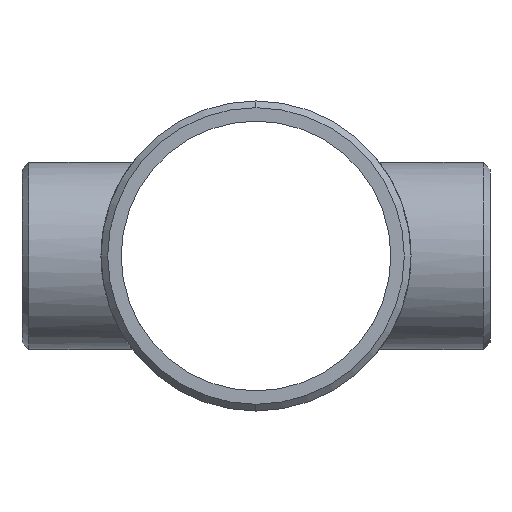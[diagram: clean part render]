
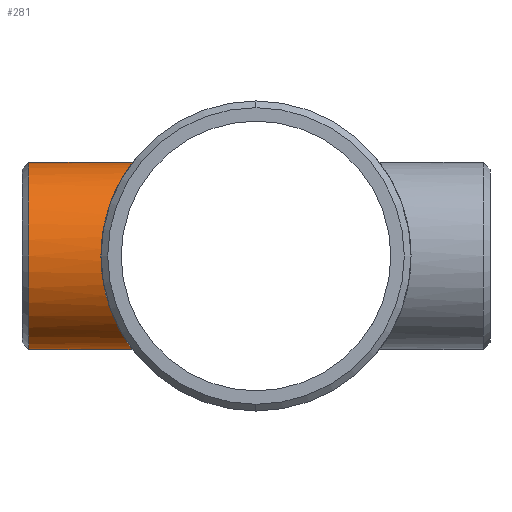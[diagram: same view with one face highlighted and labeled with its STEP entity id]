
A CAD part, left-side view. The second image highlights one B-rep face of the part: STEP entity #281.
In plain terms, the highlighted cylindrical face has radius 50.8 mm (diameter 101.6 mm), a partial arc.
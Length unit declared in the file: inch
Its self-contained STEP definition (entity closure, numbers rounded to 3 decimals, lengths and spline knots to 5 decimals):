
#7 = CARTESIAN_POINT ( 'NONE',  ( -1.72967, 3.15604, 1.01246 ) ) ;
#15 = CARTESIAN_POINT ( 'NONE',  ( -1.72859, 3.15546, -1.01416 ) ) ;
#17 = VECTOR ( 'NONE', #592, 39.37008 ) ;
#77 = CARTESIAN_POINT ( 'NONE',  ( -1.99595, 3.31005, 0.13172 ) ) ;
#89 = CARTESIAN_POINT ( 'NONE',  ( -1.63885, 3.10777, 1.14683 ) ) ;
#96 = CARTESIAN_POINT ( 'NONE',  ( -1.93056, 3.271, 0.52666 ) ) ;
#101 = CARTESIAN_POINT ( 'NONE',  ( 0., 5., 2. ) ) ;
#106 = VERTEX_POINT ( 'NONE', #837 ) ;
#107 = CARTESIAN_POINT ( 'NONE',  ( -0.89432, 2.7874, -1.79007 ) ) ;
#111 = DIRECTION ( 'NONE',  ( 0., -1., 0. ) ) ;
#114 = VERTEX_POINT ( 'NONE', #159 ) ;
#126 = LINE ( 'NONE', #101, #676 ) ;
#128 = CARTESIAN_POINT ( 'NONE',  ( 0., 4.856, 0. ) ) ;
#145 = CIRCLE ( 'NONE', #857, 2. ) ;
#159 = CARTESIAN_POINT ( 'NONE',  ( 0., 2.64058, 2. ) ) ;
#171 = DIRECTION ( 'NONE',  ( 0., 0., 1. ) ) ;
#177 = CARTESIAN_POINT ( 'NONE',  ( -1.92938, 3.2703, -0.53102 ) ) ;
#179 = CARTESIAN_POINT ( 'NONE',  ( -0.52775, 2.69209, -1.93026 ) ) ;
#184 = CARTESIAN_POINT ( 'NONE',  ( -1.31984, 2.95172, 1.50403 ) ) ;
#185 = CARTESIAN_POINT ( 'NONE',  ( -0.13598, 2.64058, -2. ) ) ;
#189 = ORIENTED_EDGE ( 'NONE', *, *, #465, .T. ) ;
#197 = CARTESIAN_POINT ( 'NONE',  ( -1.49954, 3.03645, -1.32496 ) ) ;
#200 = EDGE_CURVE ( 'NONE', #768, #114, #126, .T. ) ;
#205 = CARTESIAN_POINT ( 'NONE',  ( -0.16889, 2.64577, 1.99314 ) ) ;
#230 = VERTEX_POINT ( 'NONE', #1195 ) ;
#240 = CYLINDRICAL_SURFACE ( 'NONE', #528, 2. ) ;
#246 = DIRECTION ( 'NONE',  ( 0., 0., -1. ) ) ;
#281 = ADVANCED_FACE ( 'NONE', ( #940 ), #240, .T. ) ;
#284 = CARTESIAN_POINT ( 'NONE',  ( -1.86677, 3.23374, -0.72071 ) ) ;
#289 = CARTESIAN_POINT ( 'NONE',  ( -1.22104, 2.90889, 1.58529 ) ) ;
#296 = CARTESIAN_POINT ( 'NONE',  ( -0.56177, 2.6995, 1.91977 ) ) ;
#305 = CARTESIAN_POINT ( 'NONE',  ( -0.26888, 2.6534, 1.98298 ) ) ;
#353 = DIRECTION ( 'NONE',  ( 0., -1., 0. ) ) ;
#363 = ORIENTED_EDGE ( 'NONE', *, *, #200, .F. ) ;
#378 = CARTESIAN_POINT ( 'NONE',  ( 0., 2.64058, 2. ) ) ;
#386 = CARTESIAN_POINT ( 'NONE',  ( -0.65675, 2.72032, 1.89026 ) ) ;
#391 = CARTESIAN_POINT ( 'NONE',  ( -1.98598, 3.30398, -0.27122 ) ) ;
#400 = CARTESIAN_POINT ( 'NONE',  ( -0.43263, 2.67559, 1.95293 ) ) ;
#409 = CARTESIAN_POINT ( 'NONE',  ( -1.79029, 3.18999, -0.90107 ) ) ;
#418 = LINE ( 'NONE', #793, #17 ) ;
#420 = CARTESIAN_POINT ( 'NONE',  ( 0., 4.856, 2. ) ) ;
#465 = EDGE_CURVE ( 'NONE', #106, #230, #418, .T. ) ;
#466 = CARTESIAN_POINT ( 'NONE',  ( -0.46353, 2.68018, -1.94667 ) ) ;
#470 = CARTESIAN_POINT ( 'NONE',  ( -0.06797, 2.64124, 1.99913 ) ) ;
#483 = CARTESIAN_POINT ( 'NONE',  ( -1.00959, 2.8253, 1.73123 ) ) ;
#489 = CARTESIAN_POINT ( 'NONE',  ( -1.90106, 3.25371, 0.62216 ) ) ;
#498 = CARTESIAN_POINT ( 'NONE',  ( -2.00006, 3.31254, 0.02999 ) ) ;
#528 = AXIS2_PLACEMENT_3D ( 'NONE', #1130, #353, #246 ) ;
#565 = CARTESIAN_POINT ( 'NONE',  ( -1.99344, 3.30854, 0.16536 ) ) ;
#566 = CARTESIAN_POINT ( 'NONE',  ( -0.65471, 2.71983, -1.89097 ) ) ;
#578 = CARTESIAN_POINT ( 'NONE',  ( -1.947, 3.28075, 0.4622 ) ) ;
#586 = CARTESIAN_POINT ( 'NONE',  ( -1.58109, 3.0777, -1.22523 ) ) ;
#591 = CARTESIAN_POINT ( 'NONE',  ( -1.98342, 3.30251, 0.26566 ) ) ;
#592 = DIRECTION ( 'NONE',  ( 0., -1., 0. ) ) ;
#658 = CARTESIAN_POINT ( 'NONE',  ( -0.71814, 2.73589, 1.86774 ) ) ;
#663 = CARTESIAN_POINT ( 'NONE',  ( -1.94597, 3.28014, -0.46649 ) ) ;
#670 = CARTESIAN_POINT ( 'NONE',  ( -1.45716, 3.01569, 1.37139 ) ) ;
#676 = VECTOR ( 'NONE', #111, 39.37008 ) ;
#677 = CARTESIAN_POINT ( 'NONE',  ( -1.86763, 3.23429, 0.71628 ) ) ;
#684 = CARTESIAN_POINT ( 'NONE',  ( -1.4565, 3.01537, -1.3721 ) ) ;
#742 = DIRECTION ( 'NONE',  ( 0., -1., 0. ) ) ;
#758 = CARTESIAN_POINT ( 'NONE',  ( -1.0076, 2.82579, -1.72884 ) ) ;
#764 = CARTESIAN_POINT ( 'NONE',  ( -1.61979, 3.09776, -1.17359 ) ) ;
#768 = VERTEX_POINT ( 'NONE', #420 ) ;
#769 = CARTESIAN_POINT ( 'NONE',  ( -1.32133, 2.95165, -1.50674 ) ) ;
#776 = CARTESIAN_POINT ( 'NONE',  ( -0.3348, 2.66094, 1.9729 ) ) ;
#786 = CARTESIAN_POINT ( 'NONE',  ( -1.79167, 3.19077, 0.89844 ) ) ;
#793 = CARTESIAN_POINT ( 'NONE',  ( 0., 5., -2. ) ) ;
#805 = ORIENTED_EDGE ( 'NONE', *, *, #1216, .T. ) ;
#826 = CARTESIAN_POINT ( 'NONE',  ( 0., 2.64058, -2. ) ) ;
#837 = CARTESIAN_POINT ( 'NONE',  ( 0., 4.856, -2. ) ) ;
#853 = CARTESIAN_POINT ( 'NONE',  ( -0.03401, 2.64058, 2. ) ) ;
#857 = AXIS2_PLACEMENT_3D ( 'NONE', #128, #742, #171 ) ;
#862 = CARTESIAN_POINT ( 'NONE',  ( -1.97342, 3.29651, 0.3317 ) ) ;
#866 = CARTESIAN_POINT ( 'NONE',  ( -1.61999, 3.09786, 1.17332 ) ) ;
#872 = CARTESIAN_POINT ( 'NONE',  ( -1.50012, 3.03673, 1.3243 ) ) ;
#880 = CARTESIAN_POINT ( 'NONE',  ( -0.13538, 2.64383, 1.9957 ) ) ;
#886 = EDGE_CURVE ( 'NONE', #768, #106, #145, .T. ) ;
#940 = FACE_OUTER_BOUND ( 'NONE', #974, .T. ) ;
#950 = CARTESIAN_POINT ( 'NONE',  ( -0.7163, 2.7354, -1.86846 ) ) ;
#957 = CARTESIAN_POINT ( 'NONE',  ( -1.99926, 3.31205, 0.06401 ) ) ;
#962 = CARTESIAN_POINT ( 'NONE',  ( -1.22323, 2.90847, -1.58756 ) ) ;
#968 = CARTESIAN_POINT ( 'NONE',  ( -1.06273, 2.84599, -1.69551 ) ) ;
#969 = CARTESIAN_POINT ( 'NONE',  ( -0.26873, 2.65111, -1.98629 ) ) ;
#974 = EDGE_LOOP ( 'NONE', ( #363, #1039, #189, #805 ) ) ;
#975 = CARTESIAN_POINT ( 'NONE',  ( -1.99974, 3.31235, -0.13872 ) ) ;
#981 = CARTESIAN_POINT ( 'NONE',  ( -1.63847, 3.10757, -1.14737 ) ) ;
#1016 = B_SPLINE_CURVE_WITH_KNOTS ( 'NONE', 3,
 ( #826, #185, #969, #466, #179, #566, #950, #1076, #107, #758, #968, #962, #769, #684, #197, #1082, #586, #764, #981, #15, #409, #284, #1254, #177, #663, #391, #975, #498, #957, #77, #565, #591, #862, #578, #96, #489, #1176, #677, #1061, #786, #7, #89, #866, #1266, #1193, #872, #670, #1169, #184, #289, #1186, #483, #1260, #658, #386, #296, #1055, #1068, #400, #776, #305, #205, #880, #470, #853, #378 ),
 .UNSPECIFIED., .F., .F.,
 ( 4, 2, 2, 2, 2, 2, 2, 2, 2, 2, 2, 2, 2, 2, 2, 2, 2, 2, 2, 2, 2, 2, 2, 2, 2, 2, 2, 2, 2, 2, 2, 2, 4 ),
 ( 0., 0.01019, 0.01528, 0.02037, 0.02546, 0.03056, 0.04074, 0.04584, 0.04838, 0.05093, 0.06111, 0.06621, 0.0713, 0.08148, 0.08403, 0.08658, 0.09167, 0.09676, 0.09931, 0.10186, 0.11204, 0.11459, 0.11713, 0.12223, 0.12732, 0.13241, 0.1426, 0.14769, 0.15024, 0.15278, 0.15788, 0.16042, 0.16297 ),
 .UNSPECIFIED. ) ;
#1039 = ORIENTED_EDGE ( 'NONE', *, *, #886, .T. ) ;
#1055 = CARTESIAN_POINT ( 'NONE',  ( -0.52958, 2.69297, 1.9289 ) ) ;
#1061 = CARTESIAN_POINT ( 'NONE',  ( -1.85555, 3.22732, 0.74702 ) ) ;
#1068 = CARTESIAN_POINT ( 'NONE',  ( -0.46506, 2.68103, 1.94546 ) ) ;
#1076 = CARTESIAN_POINT ( 'NONE',  ( -0.83611, 2.76919, -1.81801 ) ) ;
#1082 = CARTESIAN_POINT ( 'NONE',  ( -1.56105, 3.06745, -1.25066 ) ) ;
#1130 = CARTESIAN_POINT ( 'NONE',  ( 0., 5., 0. ) ) ;
#1169 = CARTESIAN_POINT ( 'NONE',  ( -1.36703, 2.97319, 1.46126 ) ) ;
#1176 = CARTESIAN_POINT ( 'NONE',  ( -1.89038, 3.24748, 0.65388 ) ) ;
#1186 = CARTESIAN_POINT ( 'NONE',  ( -1.1692, 2.88744, 1.62391 ) ) ;
#1193 = CARTESIAN_POINT ( 'NONE',  ( -1.56138, 3.06761, 1.25025 ) ) ;
#1195 = CARTESIAN_POINT ( 'NONE',  ( 0., 2.64058, -2. ) ) ;
#1216 = EDGE_CURVE ( 'NONE', #230, #114, #1016, .T. ) ;
#1254 = CARTESIAN_POINT ( 'NONE',  ( -1.88957, 3.24698, -0.65879 ) ) ;
#1260 = CARTESIAN_POINT ( 'NONE',  ( -0.89713, 2.78647, 1.79219 ) ) ;
#1266 = CARTESIAN_POINT ( 'NONE',  ( -1.58127, 3.07779, 1.225 ) ) ;
